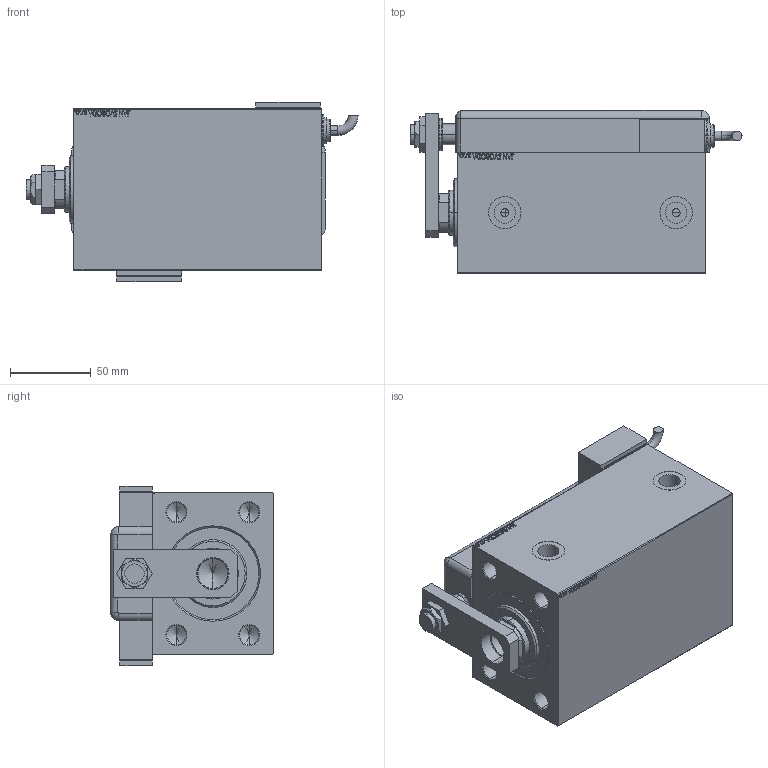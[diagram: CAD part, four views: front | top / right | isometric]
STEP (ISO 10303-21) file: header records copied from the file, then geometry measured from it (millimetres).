
FILE_DESCRIPTION (( 'STEP AP203' ), '1' );
FILE_NAME ('b337.STEP', '2021-03-18T18:27:52', ( '' ), ( '' ), 'SwSTEP 2.0', 'SolidWorks 2019', '' );
FILE_SCHEMA (( 'CONFIG_CONTROL_DESIGN' ));
Length unit declared in the file: millimetre
Products named in the file (13): b337; NUT_D13 b73a3cbb00d6ea8015c04c6001bc48f1; NUT_D19 b73a3cbb00d6ea8015c04c6001bc48f1; KRYT b73a3cbb00d6ea8015c04c6001bc48f1; SWITCH DIM A_G b73a3cbb00d6ea8015c04c6001bc48f1; SWITCH Q b73a3cbb00d6ea8015c04c6001bc48f1; SWITCH_Q_FRONT_BACK b73a3cbb00d6ea8015c04c6001bc48f1; V450CM_B_VCP b73a3cbb00d6ea8015c04c6001bc48f1; V450CM_VC_B b73a3cbb00d6ea8015c04c6001bc48f1; MAGNETIC SWITCH Q b73a3cbb00d6ea8015c04c6001bc48f1; V450CM_B b73a3cbb00d6ea8015c04c6001bc48f1; ZARAZKA_Q b73a3cbb00d6ea8015c04c6001bc48f1; TYC b73a3cbb00d6ea8015c04c6001bc48f1
Assembly tree (13 placements, depth 3):
  b337
    V450CM_B b73a3cbb00d6ea8015c04c6001bc48f1
    V450CM_B_VCP b73a3cbb00d6ea8015c04c6001bc48f1
    V450CM_VC_B b73a3cbb00d6ea8015c04c6001bc48f1
    MAGNETIC SWITCH Q b73a3cbb00d6ea8015c04c6001bc48f1
      SWITCH_Q_FRONT_BACK b73a3cbb00d6ea8015c04c6001bc48f1
      TYC b73a3cbb00d6ea8015c04c6001bc48f1
      ZARAZKA_Q b73a3cbb00d6ea8015c04c6001bc48f1
      SWITCH DIM A_G b73a3cbb00d6ea8015c04c6001bc48f1
      NUT_D19 b73a3cbb00d6ea8015c04c6001bc48f1
      NUT_D13 b73a3cbb00d6ea8015c04c6001bc48f1
      KRYT b73a3cbb00d6ea8015c04c6001bc48f1
      SWITCH Q b73a3cbb00d6ea8015c04c6001bc48f1  x2
Bounding box: 205.46 x 100.8 x 111 mm (x, y, z)
Volume: 1180986.6 mm3; surface area: 199902 mm2
Topology: 13 solids, 13 shells, 1282 faces, 3252 edges, 2127 vertices
Faces by surface type: plane 612, bspline 471, cylinder 121, cone 54, torus 22, sphere 2
Entity records: 60801 total; most frequent: CARTESIAN_POINT 32479, ORIENTED_EDGE 6276, DIRECTION 4032, EDGE_CURVE 3138, VERTEX_POINT 2067, LINE 1868, VECTOR 1868, EDGE_LOOP 1413
